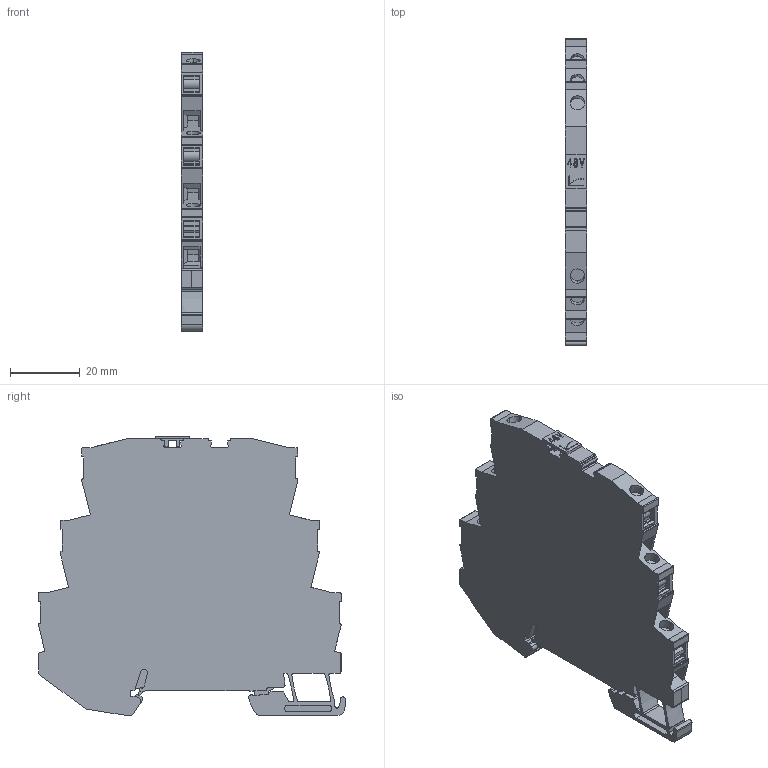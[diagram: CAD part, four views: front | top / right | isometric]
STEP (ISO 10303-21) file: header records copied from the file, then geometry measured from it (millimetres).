
FILE_DESCRIPTION(('CATIA V5 STEP Exchange','CAx-IF Rec.Pracs.--- Model Styling and Organization---1.5--- 2016-08-15','CAx-IF Rec.Pracs.---Supplemental Geometry---1.0---2011-11-01','CAx-IF Rec.Pracs.--- Composite Materials ---1.1---2010-07-15'),'2;1');
FILE_NAME ('9299357_5', '2025-09-23T06:52:28+00:00', ('none'), ('Weidmueller'), 'CATIA Version 5-6 Release 2024 SP4', 'CATIA V5 STEP AP214 v3', 'none');
FILE_SCHEMA(('AUTOMOTIVE_DESIGN { 1 0 10303 214 1 1 1 1 }'));
Length unit declared in the file: millimetre
Products named in the file (1): 1064190000
Bounding box: 6.1 x 88.11 x 80.34 mm (x, y, z)
Volume: 25457 mm3; surface area: 21787 mm2
Topology: 14 solids, 14 shells, 858 faces, 2559 edges, 1753 vertices
Faces by surface type: plane 589, cylinder 235, extrusion 34
Entity records: 28469 total; most frequent: CARTESIAN_POINT 5958, ORIENTED_EDGE 5118, DIRECTION 3847, EDGE_CURVE 2559, VECTOR 1992, LINE 1958, VERTEX_POINT 1753, AXIS2_PLACEMENT_3D 1191
